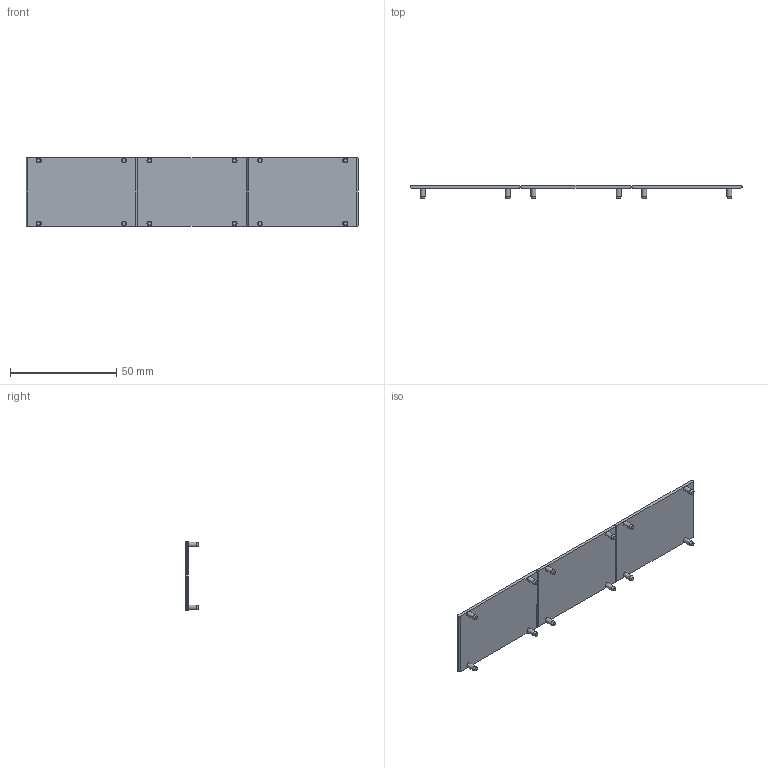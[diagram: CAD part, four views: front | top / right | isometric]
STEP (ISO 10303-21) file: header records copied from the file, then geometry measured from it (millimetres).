
FILE_DESCRIPTION(/* description */ (''),/* implementation_level */ '2;1');
FILE_NAME(/* name */ '17026_AD120_iso.stp',/* time_stamp */ '2011-08-08T10:21:00+02:00',/* author */ (''),/* organization */ (''),/* preprocessor_version */ 'ST-DEVELOPER v11',/* originating_system */ 'SIEMENS UGS NX 6.0',/* authorisation */ '');
FILE_SCHEMA (('CONFIG_CONTROL_DESIGN'));
Length unit declared in the file: millimetre
Products named in the file (1): 17026_AD120_iso
Bounding box: 156 x 6.5 x 32 mm (x, y, z)
Volume: 7672.4 mm3; surface area: 10983.6 mm2
Topology: 1 solids, 1 shells, 74 faces, 168 edges, 108 vertices
Faces by surface type: plane 46, cylinder 16, cone 12
Full cylindrical faces by diameter (mm): 2.3 x12
Entity records: 2026 total; most frequent: DIRECTION 338, CARTESIAN_POINT 327, ORIENTED_EDGE 288, EDGE_CURVE 144, AXIS2_PLACEMENT_3D 119, EDGE_LOOP 110, VERTEX_POINT 108, LINE 100
